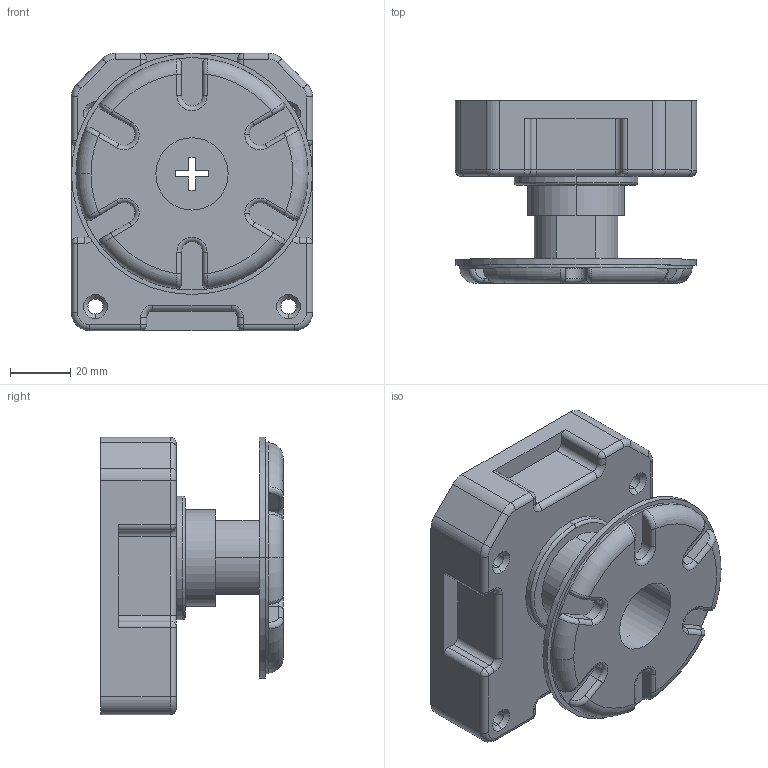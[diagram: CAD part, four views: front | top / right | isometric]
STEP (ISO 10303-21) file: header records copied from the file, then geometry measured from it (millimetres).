
FILE_DESCRIPTION (( 'STEP AP214' ), '1' );
FILE_NAME ('F000339_3D.step', '2022-10-13T07:50:16', ( '' ), ( '' ), 'SwSTEP 2.0', 'SolidWorks 2020', '' );
FILE_SCHEMA (( 'AUTOMOTIVE_DESIGN' ));
Length unit declared in the file: millimetre
Products named in the file (4): Nožka 3-60; F000339_3D; Plotna; Nožka 60
Assembly tree (3 placements, depth 2):
  F000339_3D
    Plotna
    Nožka 3-60
    Nožka 60
Bounding box: 80 x 60.5 x 92 mm (x, y, z)
Volume: 76256.6 mm3; surface area: 66731.5 mm2
Topology: 3 solids, 3 shells, 336 faces, 805 edges, 473 vertices
Faces by surface type: cylinder 151, plane 96, torus 45, cone 16, sphere 16, bspline 12
Entity records: 10893 total; most frequent: CARTESIAN_POINT 2816, DIRECTION 1819, ORIENTED_EDGE 1578, EDGE_CURVE 789, AXIS2_PLACEMENT_3D 724, VERTEX_POINT 473, CIRCLE 394, LINE 371
